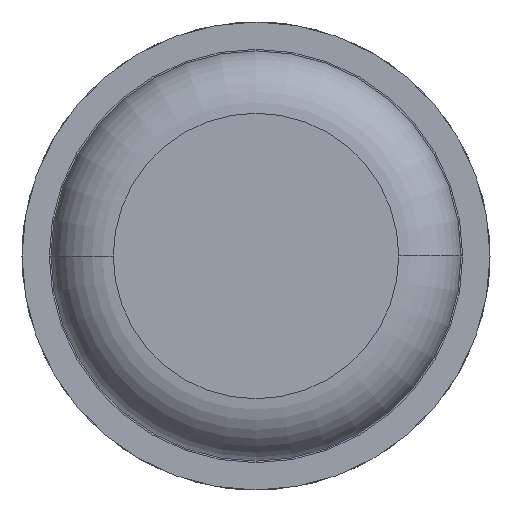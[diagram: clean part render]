
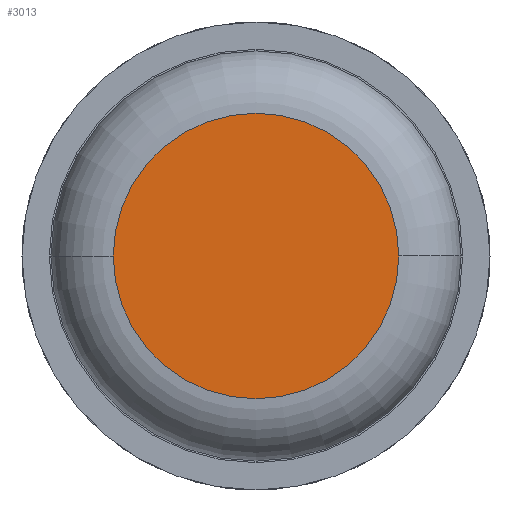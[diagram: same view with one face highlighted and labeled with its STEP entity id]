
A CAD part, front view. The second image highlights one B-rep face of the part: STEP entity #3013.
In plain terms, the highlighted planar face has unit normal (0, -1, 0).
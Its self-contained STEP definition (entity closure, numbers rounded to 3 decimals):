
#17 = EDGE_LOOP ( 'NONE', ( #3413, #1927 ) ) ;
#169 = AXIS2_PLACEMENT_3D ( 'NONE', #3225, #1387, #3902 ) ;
#1247 = CARTESIAN_POINT ( 'NONE',  ( -0.915, 0., 0. ) ) ;
#1313 = VERTEX_POINT ( 'NONE', #1247 ) ;
#1329 = FACE_OUTER_BOUND ( 'NONE', #17, .T. ) ;
#1387 = DIRECTION ( 'NONE',  ( 0., 1., 0. ) ) ;
#1665 = DIRECTION ( 'NONE',  ( -1., 0., 0. ) ) ;
#1747 = PLANE ( 'NONE',  #169 ) ;
#1927 = ORIENTED_EDGE ( 'NONE', *, *, #2156, .T. ) ;
#1960 = CARTESIAN_POINT ( 'NONE',  ( 0.915, 0., 0. ) ) ;
#1982 = DIRECTION ( 'NONE',  ( 0., -1., 0. ) ) ;
#2012 = DIRECTION ( 'NONE',  ( 0., -1., 0. ) ) ;
#2054 = CIRCLE ( 'NONE', #3516, 0.915 ) ;
#2102 = AXIS2_PLACEMENT_3D ( 'NONE', #3862, #2012, #3211 ) ;
#2109 = VERTEX_POINT ( 'NONE', #1960 ) ;
#2156 = EDGE_CURVE ( 'Defeature ausgef�hrt1_6+Defeature ausgef�hrt1_7+Defeature ausgef�hrt1_7+Defeature ausgef�hrt1_7', #2109, #1313, #3434, .T. ) ;
#2789 = EDGE_CURVE ( 'Defeature ausgef�hrt1_6+Defeature ausgef�hrt1_7+Defeature ausgef�hrt1_7+Defeature ausgef�hrt1_7', #1313, #2109, #2054, .T. ) ;
#2940 = CARTESIAN_POINT ( 'NONE',  ( 0., 0., 0. ) ) ;
#3013 = ADVANCED_FACE ( 'Defeature ausgef�hrt1_6', ( #1329 ), #1747, .F. ) ;
#3211 = DIRECTION ( 'NONE',  ( -1., 0., 0. ) ) ;
#3225 = CARTESIAN_POINT ( 'NONE',  ( 0., 0., 0. ) ) ;
#3413 = ORIENTED_EDGE ( 'NONE', *, *, #2789, .T. ) ;
#3434 = CIRCLE ( 'NONE', #2102, 0.915 ) ;
#3516 = AXIS2_PLACEMENT_3D ( 'NONE', #2940, #1982, #1665 ) ;
#3862 = CARTESIAN_POINT ( 'NONE',  ( 0., 0., 0. ) ) ;
#3902 = DIRECTION ( 'NONE',  ( -1., 0., 0. ) ) ;
